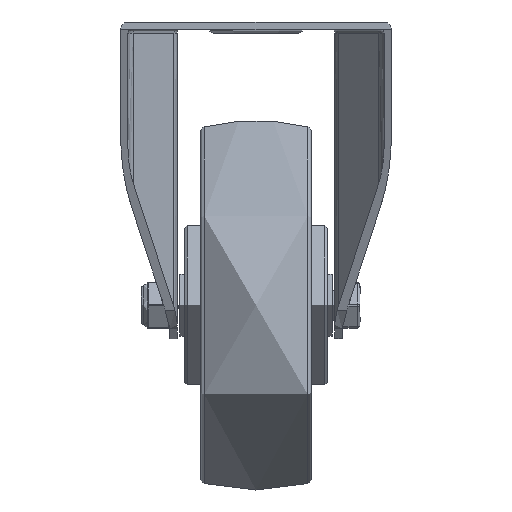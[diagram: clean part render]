
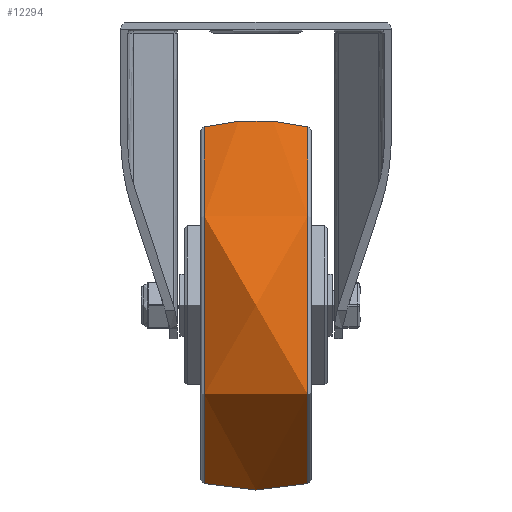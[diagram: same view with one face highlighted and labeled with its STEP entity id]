
A CAD part, left-side view. The second image highlights one B-rep face of the part: STEP entity #12294.
In plain terms, the highlighted free-form (B-spline) face has degree [2, 2] with [3, 9] control points.
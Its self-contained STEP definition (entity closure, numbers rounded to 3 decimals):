
#64=(
BOUNDED_SURFACE()
B_SPLINE_SURFACE(2,2,((#18612,#18613,#18614,#18615,#18616,#18617,#18618,
#18619,#18620),(#18621,#18622,#18623,#18624,#18625,#18626,#18627,#18628,
#18629),(#18630,#18631,#18632,#18633,#18634,#18635,#18636,#18637,#18638)),
 .UNSPECIFIED.,.F.,.T.,.F.)
B_SPLINE_SURFACE_WITH_KNOTS((3,3),(3,2,2,2,3),(-0.247,0.247),
(-3.142,-1.571,0.,1.571,3.142),
 .UNSPECIFIED.)
GEOMETRIC_REPRESENTATION_ITEM()
RATIONAL_B_SPLINE_SURFACE(((1.,0.707,1.,0.707,1.,
0.707,1.,0.707,1.),(0.97,0.686,
0.97,0.686,0.97,0.686,
0.97,0.686,0.97),(1.,0.707,
1.,0.707,1.,0.707,1.,0.707,1.)))
REPRESENTATION_ITEM('')
SURFACE()
);
#3466=FACE_OUTER_BOUND('',#4228,.T.);
#4228=EDGE_LOOP('',(#9299,#9300,#9301,#9302));
#5082=CIRCLE('',#13376,72.396);
#5083=CIRCLE('',#13377,85.875);
#5084=CIRCLE('',#13378,72.396);
#5668=VERTEX_POINT('',#18639);
#5669=VERTEX_POINT('',#18641);
#7036=EDGE_CURVE('',#5668,#5668,#5082,.T.);
#7037=EDGE_CURVE('',#5668,#5669,#5083,.T.);
#7038=EDGE_CURVE('',#5669,#5669,#5084,.T.);
#9299=ORIENTED_EDGE('',*,*,#7036,.F.);
#9300=ORIENTED_EDGE('',*,*,#7037,.T.);
#9301=ORIENTED_EDGE('',*,*,#7038,.F.);
#9302=ORIENTED_EDGE('',*,*,#7037,.F.);
#12294=ADVANCED_FACE('',(#3466),#64,.F.);
#13376=AXIS2_PLACEMENT_3D('',#18640,#15069,#15070);
#13377=AXIS2_PLACEMENT_3D('',#18642,#15071,#15072);
#13378=AXIS2_PLACEMENT_3D('',#18643,#15073,#15074);
#15069=DIRECTION('center_axis',(0.,-1.,0.));
#15070=DIRECTION('ref_axis',(0.,0.,
-1.));
#15071=DIRECTION('center_axis',(-1.,0.,0.));
#15072=DIRECTION('ref_axis',(0.,0.,
1.));
#15073=DIRECTION('center_axis',(0.,1.,0.));
#15074=DIRECTION('ref_axis',(0.,0.,
-1.));
#18612=CARTESIAN_POINT('Ctrl Pts',(0.,20.989,
72.396));
#18613=CARTESIAN_POINT('Ctrl Pts',(-72.396,20.989,72.396));
#18614=CARTESIAN_POINT('Ctrl Pts',(-72.396,20.989,0.));
#18615=CARTESIAN_POINT('Ctrl Pts',(-72.396,20.989,-72.396));
#18616=CARTESIAN_POINT('Ctrl Pts',(0.,20.989,
-72.396));
#18617=CARTESIAN_POINT('Ctrl Pts',(72.396,20.989,-72.396));
#18618=CARTESIAN_POINT('Ctrl Pts',(72.396,20.989,0.));
#18619=CARTESIAN_POINT('Ctrl Pts',(72.396,20.989,72.396));
#18620=CARTESIAN_POINT('Ctrl Pts',(0.,20.989,
72.396));
#18621=CARTESIAN_POINT('Ctrl Pts',(0.,0.,
77.686));
#18622=CARTESIAN_POINT('Ctrl Pts',(-77.686,0.,
77.686));
#18623=CARTESIAN_POINT('Ctrl Pts',(-77.686,0.,
0.));
#18624=CARTESIAN_POINT('Ctrl Pts',(-77.686,0.,
-77.686));
#18625=CARTESIAN_POINT('Ctrl Pts',(0.,0.,
-77.686));
#18626=CARTESIAN_POINT('Ctrl Pts',(77.686,0.,
-77.686));
#18627=CARTESIAN_POINT('Ctrl Pts',(77.686,0.,
0.));
#18628=CARTESIAN_POINT('Ctrl Pts',(77.686,0.,
77.686));
#18629=CARTESIAN_POINT('Ctrl Pts',(0.,0.,
77.686));
#18630=CARTESIAN_POINT('Ctrl Pts',(0.,-20.989,
72.396));
#18631=CARTESIAN_POINT('Ctrl Pts',(-72.396,-20.989,
72.396));
#18632=CARTESIAN_POINT('Ctrl Pts',(-72.396,-20.989,
0.));
#18633=CARTESIAN_POINT('Ctrl Pts',(-72.396,-20.989,
-72.396));
#18634=CARTESIAN_POINT('Ctrl Pts',(0.,-20.989,
-72.396));
#18635=CARTESIAN_POINT('Ctrl Pts',(72.396,-20.989,-72.396));
#18636=CARTESIAN_POINT('Ctrl Pts',(72.396,-20.989,0.));
#18637=CARTESIAN_POINT('Ctrl Pts',(72.396,-20.989,72.396));
#18638=CARTESIAN_POINT('Ctrl Pts',(0.,-20.989,
72.396));
#18639=CARTESIAN_POINT('',(0.,-20.989,72.396));
#18640=CARTESIAN_POINT('Origin',(0.,-20.989,
0.));
#18641=CARTESIAN_POINT('',(0.,20.989,72.396));
#18642=CARTESIAN_POINT('Origin',(0.,0.,
-10.875));
#18643=CARTESIAN_POINT('Origin',(0.,20.989,
0.));
